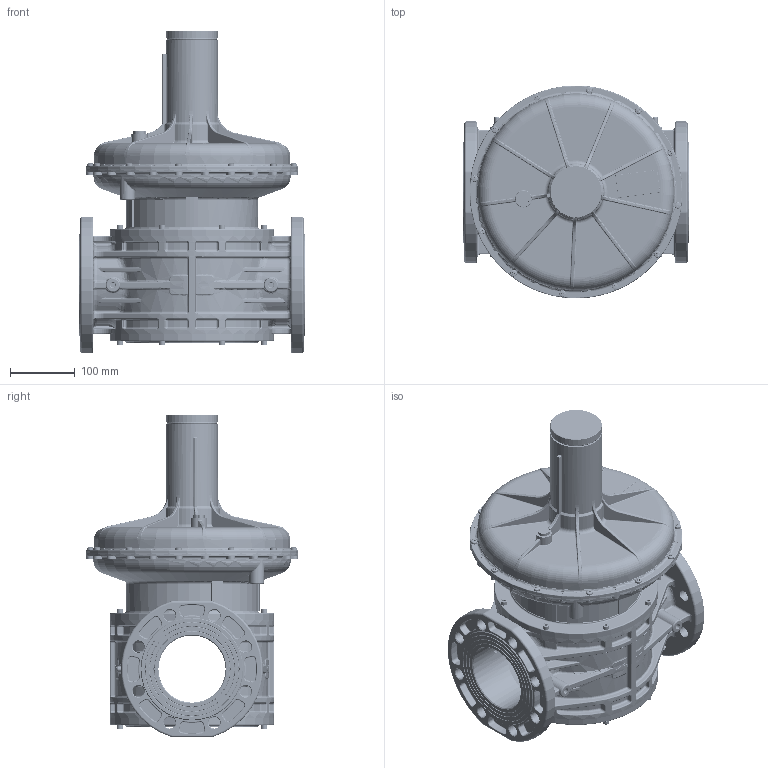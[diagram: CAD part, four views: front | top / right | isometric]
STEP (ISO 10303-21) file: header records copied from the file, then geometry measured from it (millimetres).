
FILE_DESCRIPTION((''),'2;1');
FILE_NAME('RC100020_ASM','2014-04-04T',('Matteo Bolognesi'),(''),'PRO/ENGINEER BY PARAMETRIC TECHNOLOGY CORPORATION, 2012130','PRO/ENGINEER BY PARAMETRIC TECHNOLOGY CORPORATION, 2012130','');
FILE_SCHEMA(('CONFIG_CONTROL_DESIGN'));
Products named in the file (12): CO-1441; FO-0500; VITIM6; FL-0650; IM-0410; PRESSURETAP; TA-0600; O-RING; TAPPOTA-0600_ASM; AN-0120; VITI1; RC100020_ASM
Assembly tree (39 placements, depth 3):
  RC100020_ASM
    CO-1441
    FO-0500  x2
    VITIM6  x16
    FL-0650
    IM-0410
    PRESSURETAP  x2
    TAPPOTA-0600_ASM
      TA-0600
      O-RING
    AN-0120
    VITI1  x12
Bounding box: 348.7 x 329.72 x 499.5 mm (x, y, z)
Volume: 4776440.5 mm3; surface area: 1380891.9 mm2
Topology: 38 solids, 59 shells, 4830 faces, 11269 edges, 6616 vertices
Faces by surface type: cylinder 1543, plane 1249, torus 943, bspline 576, cone 383, sphere 130, revolution 6
Entity records: 127437 total; most frequent: CARTESIAN_POINT 53812, DIRECTION 15818, ORIENTED_EDGE 15326, EDGE_CURVE 7703, AXIS2_PLACEMENT_3D 6786, VERTEX_POINT 4534, CIRCLE 3970, EDGE_LOOP 3533
